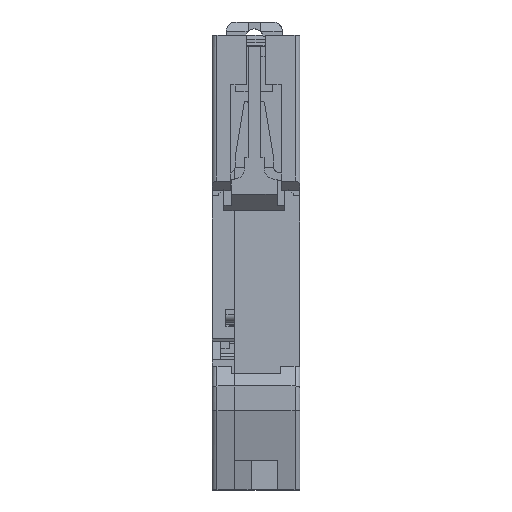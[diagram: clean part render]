
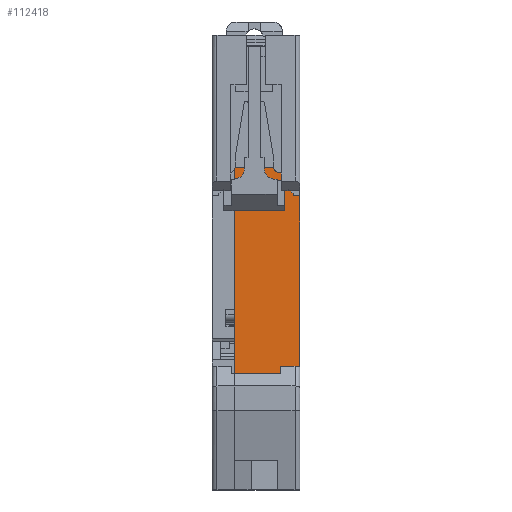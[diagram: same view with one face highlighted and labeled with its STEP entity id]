
A CAD part, top view. The second image highlights one B-rep face of the part: STEP entity #112418.
In plain terms, the highlighted planar face has unit normal (0, 0, 1).
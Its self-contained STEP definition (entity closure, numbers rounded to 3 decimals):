
#91471=DIRECTION('',(-0.533,0.846,0.));
#91472=VECTOR('',#91471,3.191);
#91473=CARTESIAN_POINT('',(16.6,27.5,60.));
#91474=LINE('',#91473,#91472);
#91478=DIRECTION('',(0.514,0.857,0.));
#91479=VECTOR('',#91478,2.332);
#91480=CARTESIAN_POINT('',(15.4,25.5,60.));
#91481=LINE('',#91480,#91479);
#91485=DIRECTION('',(-0.433,0.902,0.));
#91486=VECTOR('',#91485,2.773);
#91487=CARTESIAN_POINT('',(16.6,22.5,60.));
#91488=LINE('',#91487,#91486);
#91492=DIRECTION('',(0.768,0.64,0.));
#91493=VECTOR('',#91492,0.781);
#91494=CARTESIAN_POINT('',(16.,22.,60.));
#91495=LINE('',#91494,#91493);
#91499=DIRECTION('',(-0.707,0.707,0.));
#91500=VECTOR('',#91499,1.414);
#91501=CARTESIAN_POINT('',(16.4,19.,60.));
#91502=LINE('',#91501,#91500);
#91506=DIRECTION('',(1.,0.,0.));
#91507=VECTOR('',#91506,1.4);
#91508=CARTESIAN_POINT('',(16.4,18.5,60.));
#91509=LINE('',#91508,#91507);
#91513=DIRECTION('',(0.,-1.,0.));
#91514=VECTOR('',#91513,36.);
#91515=CARTESIAN_POINT('',(17.8,18.5,60.));
#91516=LINE('',#91515,#91514);
#91520=DIRECTION('',(1.,0.,0.));
#91521=VECTOR('',#91520,13.2);
#91522=CARTESIAN_POINT('',(4.6,-17.5,60.));
#91523=LINE('',#91522,#91521);
#95370=DIRECTION('',(0.,1.,0.));
#95371=VECTOR('',#95370,24.8);
#95372=CARTESIAN_POINT('',(13.2,24.2,60.));
#95373=LINE('',#95372,#95371);
#96936=DIRECTION('',(0.,-1.,0.));
#96937=VECTOR('',#96936,41.7);
#96938=CARTESIAN_POINT('',(4.6,24.2,60.));
#96939=LINE('',#96938,#96937);
#97384=DIRECTION('',(-1.,0.,0.));
#97385=VECTOR('',#97384,8.6);
#97386=CARTESIAN_POINT('',(13.2,24.2,60.));
#97387=LINE('',#97386,#97385);
#97987=DIRECTION('',(-1.,0.,0.));
#97988=VECTOR('',#97987,1.7);
#97989=CARTESIAN_POINT('',(14.9,49.,60.));
#97990=LINE('',#97989,#97988);
#98001=DIRECTION('',(0.,1.,0.));
#98002=VECTOR('',#98001,18.8);
#98003=CARTESIAN_POINT('',(14.9,30.2,60.));
#98004=LINE('',#98003,#98002);
#98207=DIRECTION('',(0.,-1.,0.));
#98208=VECTOR('',#98207,2.);
#98209=CARTESIAN_POINT('',(15.4,22.,60.));
#98210=LINE('',#98209,#98208);
#98277=DIRECTION('',(0.,-1.,0.));
#98278=VECTOR('',#98277,0.5);
#98279=CARTESIAN_POINT('',(16.4,19.,60.));
#98280=LINE('',#98279,#98278);
#98326=DIRECTION('',(-1.,0.,0.));
#98327=VECTOR('',#98326,0.6);
#98328=CARTESIAN_POINT('',(16.,22.,60.));
#98329=LINE('',#98328,#98327);
#98361=DIRECTION('',(0.,-1.,0.));
#98362=VECTOR('',#98361,0.5);
#98363=CARTESIAN_POINT('',(15.4,25.5,60.));
#98364=LINE('',#98363,#98362);
#108020=CARTESIAN_POINT('',(17.8,18.5,60.));
#108022=VERTEX_POINT('',#108020);
#108118=CARTESIAN_POINT('',(17.8,-17.5,60.));
#108119=VERTEX_POINT('',#108118);
#108134=CARTESIAN_POINT('',(16.4,18.5,60.));
#108135=VERTEX_POINT('',#108134);
#108136=CARTESIAN_POINT('',(4.6,-17.5,60.));
#108137=VERTEX_POINT('',#108136);
#108138=CARTESIAN_POINT('',(4.6,24.2,60.));
#108139=VERTEX_POINT('',#108138);
#108140=CARTESIAN_POINT('',(13.2,24.2,60.));
#108141=VERTEX_POINT('',#108140);
#108142=CARTESIAN_POINT('',(13.2,49.,60.));
#108143=VERTEX_POINT('',#108142);
#108144=CARTESIAN_POINT('',(14.9,49.,60.));
#108145=VERTEX_POINT('',#108144);
#108146=CARTESIAN_POINT('',(14.9,30.2,60.));
#108147=VERTEX_POINT('',#108146);
#108148=CARTESIAN_POINT('',(16.6,27.5,60.));
#108149=VERTEX_POINT('',#108148);
#108150=CARTESIAN_POINT('',(15.4,25.5,60.));
#108151=VERTEX_POINT('',#108150);
#108152=CARTESIAN_POINT('',(15.4,25.,60.));
#108153=VERTEX_POINT('',#108152);
#108154=CARTESIAN_POINT('',(16.6,22.5,60.));
#108155=VERTEX_POINT('',#108154);
#108156=CARTESIAN_POINT('',(16.,22.,60.));
#108157=VERTEX_POINT('',#108156);
#108158=CARTESIAN_POINT('',(15.4,22.,60.));
#108159=VERTEX_POINT('',#108158);
#108160=CARTESIAN_POINT('',(15.4,20.,60.));
#108161=VERTEX_POINT('',#108160);
#108162=CARTESIAN_POINT('',(16.4,19.,60.));
#108163=VERTEX_POINT('',#108162);
#112379=CARTESIAN_POINT('',(11.2,15.75,60.));
#112380=DIRECTION('',(0.,0.,1.));
#112381=DIRECTION('',(0.,-1.,0.));
#112382=AXIS2_PLACEMENT_3D('',#112379,#112380,#112381);
#112383=PLANE('',#112382);
#112385=ORIENTED_EDGE('',*,*,#112384,.F.);
#112387=ORIENTED_EDGE('',*,*,#112386,.F.);
#112389=ORIENTED_EDGE('',*,*,#112388,.F.);
#112391=ORIENTED_EDGE('',*,*,#112390,.T.);
#112393=ORIENTED_EDGE('',*,*,#112392,.F.);
#112395=ORIENTED_EDGE('',*,*,#112394,.F.);
#112397=ORIENTED_EDGE('',*,*,#112396,.F.);
#112399=ORIENTED_EDGE('',*,*,#112398,.F.);
#112401=ORIENTED_EDGE('',*,*,#112400,.T.);
#112403=ORIENTED_EDGE('',*,*,#112402,.F.);
#112405=ORIENTED_EDGE('',*,*,#112404,.F.);
#112407=ORIENTED_EDGE('',*,*,#112406,.T.);
#112409=ORIENTED_EDGE('',*,*,#112408,.T.);
#112411=ORIENTED_EDGE('',*,*,#112410,.F.);
#112413=ORIENTED_EDGE('',*,*,#112412,.T.);
#112414=ORIENTED_EDGE('',*,*,#112370,.T.);
#112415=ORIENTED_EDGE('',*,*,#112341,.T.);
#112416=EDGE_LOOP('',(#112385,#112387,#112389,#112391,#112393,#112395,#112397,
#112399,#112401,#112403,#112405,#112407,#112409,#112411,#112413,#112414,
#112415));
#112417=FACE_OUTER_BOUND('',#112416,.F.);
#112418=ADVANCED_FACE('',(#112417),#112383,.T.);
#112341=EDGE_CURVE('',#108022,#108119,#91516,.T.);
#112370=EDGE_CURVE('',#108135,#108022,#91509,.T.);
#112384=EDGE_CURVE('',#108137,#108119,#91523,.T.);
#112386=EDGE_CURVE('',#108139,#108137,#96939,.T.);
#112388=EDGE_CURVE('',#108141,#108139,#97387,.T.);
#112390=EDGE_CURVE('',#108141,#108143,#95373,.T.);
#112392=EDGE_CURVE('',#108145,#108143,#97990,.T.);
#112394=EDGE_CURVE('',#108147,#108145,#98004,.T.);
#112396=EDGE_CURVE('',#108149,#108147,#91474,.T.);
#112398=EDGE_CURVE('',#108151,#108149,#91481,.T.);
#112400=EDGE_CURVE('',#108151,#108153,#98364,.T.);
#112402=EDGE_CURVE('',#108155,#108153,#91488,.T.);
#112404=EDGE_CURVE('',#108157,#108155,#91495,.T.);
#112406=EDGE_CURVE('',#108157,#108159,#98329,.T.);
#112408=EDGE_CURVE('',#108159,#108161,#98210,.T.);
#112410=EDGE_CURVE('',#108163,#108161,#91502,.T.);
#112412=EDGE_CURVE('',#108163,#108135,#98280,.T.);
